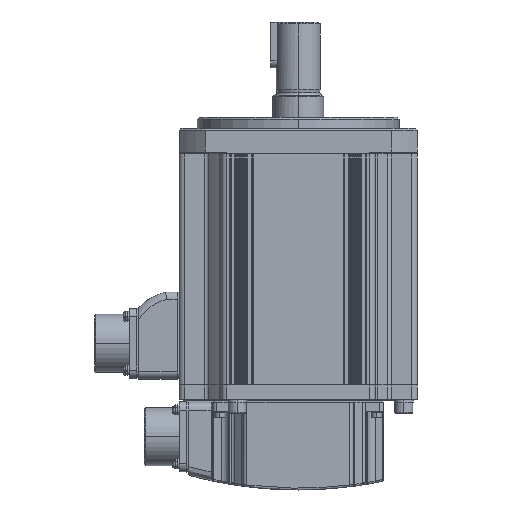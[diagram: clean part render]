
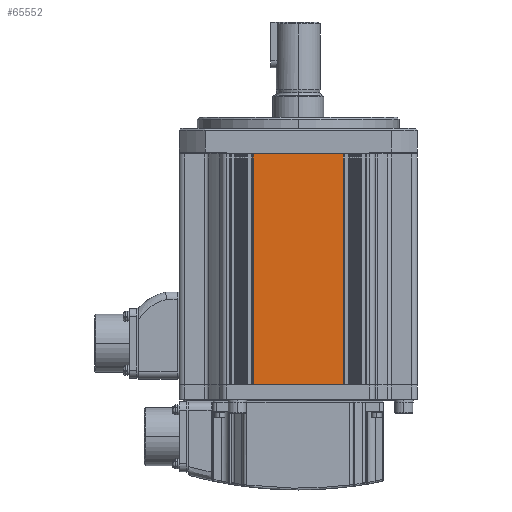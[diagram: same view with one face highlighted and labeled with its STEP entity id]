
A CAD part, left-side view. The second image highlights one B-rep face of the part: STEP entity #65552.
In plain terms, the highlighted planar face has unit normal (-1, 0, 0).
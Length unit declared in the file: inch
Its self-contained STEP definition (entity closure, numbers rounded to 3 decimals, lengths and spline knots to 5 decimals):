
#627 = DIRECTION ( 'NONE',  ( 0., 1., 0. ) ) ;
#2752 = VERTEX_POINT ( 'NONE', #73117 ) ;
#3266 = LINE ( 'NONE', #40083, #7023 ) ;
#4900 = LINE ( 'NONE', #8497, #72784 ) ;
#5842 = CARTESIAN_POINT ( 'NONE',  ( -2.55906, 1.47638, -5.35433 ) ) ;
#7023 = VECTOR ( 'NONE', #65596, 39.37008 ) ;
#8497 = CARTESIAN_POINT ( 'NONE',  ( -2.55906, -0.96457, -0.3937 ) ) ;
#9706 = EDGE_CURVE ( 'NONE', #2752, #56575, #4900, .T. ) ;
#9929 = VECTOR ( 'NONE', #627, 39.37008 ) ;
#12910 = EDGE_CURVE ( 'NONE', #24313, #2752, #65871, .T. ) ;
#24313 = VERTEX_POINT ( 'NONE', #45049 ) ;
#24786 = ORIENTED_EDGE ( 'NONE', *, *, #32549, .F. ) ;
#25602 = DIRECTION ( 'NONE',  ( 0., 0., -1. ) ) ;
#27153 = EDGE_LOOP ( 'NONE', ( #40014, #32736, #60866, #24786 ) ) ;
#28985 = CARTESIAN_POINT ( 'NONE',  ( -2.55906, -0.96457, -0.3937 ) ) ;
#30744 = DIRECTION ( 'NONE',  ( 0., -1., 0. ) ) ;
#32549 = EDGE_CURVE ( 'NONE', #56575, #54390, #61954, .T. ) ;
#32736 = ORIENTED_EDGE ( 'NONE', *, *, #12910, .F. ) ;
#35088 = FACE_OUTER_BOUND ( 'NONE', #27153, .T. ) ;
#39759 = VECTOR ( 'NONE', #30744, 39.37008 ) ;
#40014 = ORIENTED_EDGE ( 'NONE', *, *, #9706, .F. ) ;
#40083 = CARTESIAN_POINT ( 'NONE',  ( -2.55906, 0.96457, -0.3937 ) ) ;
#41213 = DIRECTION ( 'NONE',  ( 1., 0., 0. ) ) ;
#41958 = CARTESIAN_POINT ( 'NONE',  ( -2.55906, 1.47638, -0.3937 ) ) ;
#45049 = CARTESIAN_POINT ( 'NONE',  ( -2.55906, 0.96457, -0.3937 ) ) ;
#47678 = EDGE_CURVE ( 'NONE', #54390, #24313, #3266, .T. ) ;
#52327 = CARTESIAN_POINT ( 'NONE',  ( -2.55906, 0.96457, -5.35433 ) ) ;
#52886 = PLANE ( 'NONE',  #66115 ) ;
#54390 = VERTEX_POINT ( 'NONE', #52327 ) ;
#56575 = VERTEX_POINT ( 'NONE', #64577 ) ;
#60866 = ORIENTED_EDGE ( 'NONE', *, *, #47678, .F. ) ;
#61954 = LINE ( 'NONE', #5842, #9929 ) ;
#64577 = CARTESIAN_POINT ( 'NONE',  ( -2.55906, -0.96457, -5.35433 ) ) ;
#64883 = DIRECTION ( 'NONE',  ( 0., 0., -1. ) ) ;
#65552 = ADVANCED_FACE ( 'NONE', ( #35088 ), #52886, .F. ) ;
#65596 = DIRECTION ( 'NONE',  ( 0., 0., 1. ) ) ;
#65871 = LINE ( 'NONE', #41958, #39759 ) ;
#66115 = AXIS2_PLACEMENT_3D ( 'NONE', #28985, #41213, #64883 ) ;
#72784 = VECTOR ( 'NONE', #25602, 39.37008 ) ;
#73117 = CARTESIAN_POINT ( 'NONE',  ( -2.55906, -0.96457, -0.3937 ) ) ;
